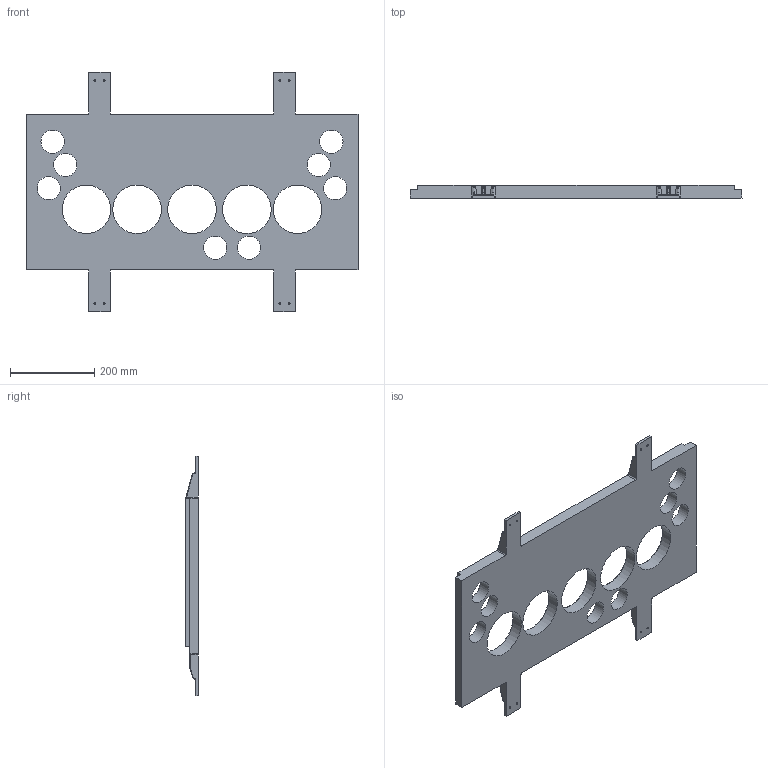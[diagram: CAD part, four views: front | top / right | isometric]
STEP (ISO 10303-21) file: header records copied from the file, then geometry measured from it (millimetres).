
FILE_DESCRIPTION (( 'STEP AP203' ), '1' );
FILE_NAME ('MKP Stadsverwarming.STEP', '2020-02-06T08:21:24', ( 'Windows User' ), ( 'AVK' ), 'SwSTEP 2.0', 'SolidWorks 2012', '' );
FILE_SCHEMA (( 'CONFIG_CONTROL_DESIGN' ));
Products named in the file (1): MKP Stadsverwarming
Bounding box: 786 x 30 x 568 mm (x, y, z)
Volume: 6407218.8 mm3; surface area: 662648.3 mm2
Topology: 1 solids, 1 shells, 814 faces, 2064 edges, 1282 vertices
Faces by surface type: plane 356, bspline 218, cylinder 186, sphere 50, torus 4
Full cylindrical faces by diameter (mm): 4.2 x8, 7 x1, 8 x1, 25 x1, 55 x8, 61 x8, 115 x5, 119 x5
Entity records: 34276 total; most frequent: CARTESIAN_POINT 16382, ORIENTED_EDGE 3998, DIRECTION 3033, EDGE_CURVE 1999, VERTEX_POINT 1282, LINE 1199, VECTOR 1199, EDGE_LOOP 951
